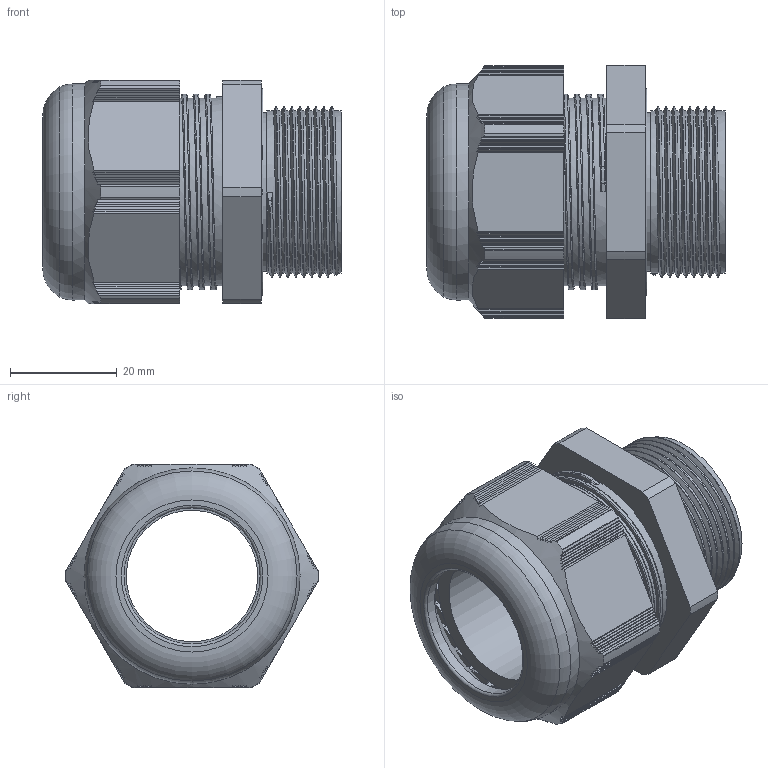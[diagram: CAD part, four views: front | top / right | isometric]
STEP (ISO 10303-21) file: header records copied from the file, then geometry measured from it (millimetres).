
FILE_DESCRIPTION(/* description */ ('Euro-Top-Stutzen M32'),/* implementation_level */ '2;1');
FILE_NAME(/* name */ '11080532-RST.stp',/* time_stamp */ '2016-08-17T10:56:32+02:00',/* author */ ('SL'),/* organization */ (''),/* preprocessor_version */ 'ST-DEVELOPER v15.2',/* originating_system */ 'Autodesk Inventor 2014',/* authorisation */ '');
FILE_SCHEMA (('AUTOMOTIVE_DESIGN { 1 0 10303 214 3 1 1 }'));
Length unit declared in the file: millimetre
Products named in the file (4): Euro-Top-18-BT-0001-11080532; Euro-Top-18-BT-0002-11080532; Euro-Top-18-BT-0003-11080532; Euro-Top-18-BG-0001-11080532
Assembly tree (3 placements, depth 2):
  Euro-Top-18-BG-0001-11080532
    Euro-Top-18-BT-0001-11080532
    Euro-Top-18-BT-0002-11080532
    Euro-Top-18-BT-0003-11080532
Bounding box: 56 x 47.53 x 42 mm (x, y, z)
Volume: 34695.9 mm3; surface area: 26667.4 mm2
Topology: 3 solids, 3 shells, 428 faces, 1229 edges, 814 vertices
Faces by surface type: plane 271, cylinder 111, torus 27, bspline 16, cone 3
Full cylindrical faces by diameter (mm): 24.7 x1, 25.55 x1, 26 x1, 29.75 x1, 30.18 x1, 30.3 x1, 30.478 x8, 33.8 x1, 35.18 x7, 35.75 x7, 37.65 x6, 40.56 x1
Entity records: 33744 total; most frequent: CARTESIAN_POINT 23738, ORIENTED_EDGE 2242, DIRECTION 1911, EDGE_CURVE 1121, VERTEX_POINT 755, AXIS2_PLACEMENT_3D 660, LINE 591, VECTOR 591
